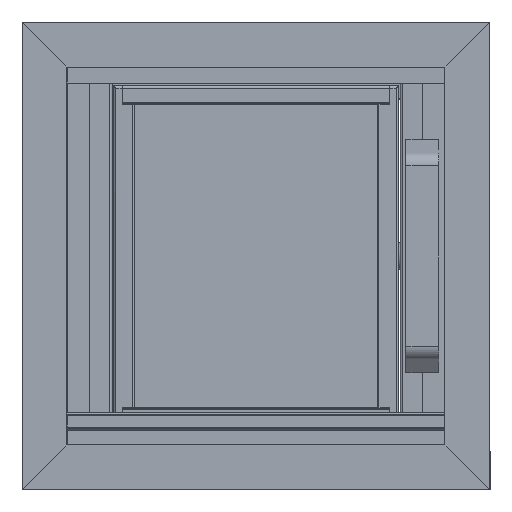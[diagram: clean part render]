
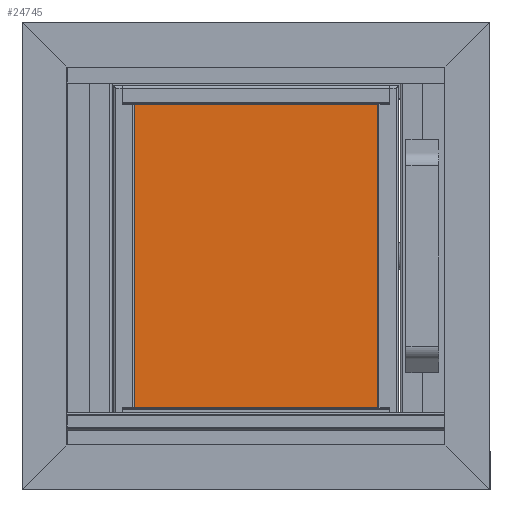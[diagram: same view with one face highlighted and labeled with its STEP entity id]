
A CAD part, left-side view. The second image highlights one B-rep face of the part: STEP entity #24745.
In plain terms, the highlighted planar face has unit normal (-1, 0, 0).
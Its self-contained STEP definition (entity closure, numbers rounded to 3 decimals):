
#3151=FACE_OUTER_BOUND('',#4435,.T.);
#4435=EDGE_LOOP('',(#22501,#22502,#22503,#22504));
#6903=LINE('',#42354,#9433);
#6904=LINE('',#42356,#9434);
#6905=LINE('',#42358,#9435);
#6906=LINE('',#42359,#9436);
#9433=VECTOR('',#34717,10.);
#9434=VECTOR('',#34718,10.);
#9435=VECTOR('',#34719,10.);
#9436=VECTOR('',#34720,10.);
#11871=VERTEX_POINT('',#42352);
#11872=VERTEX_POINT('',#42353);
#11873=VERTEX_POINT('',#42355);
#11874=VERTEX_POINT('',#42357);
#15431=EDGE_CURVE('',#11871,#11872,#6903,.T.);
#15432=EDGE_CURVE('',#11872,#11873,#6904,.T.);
#15433=EDGE_CURVE('',#11874,#11873,#6905,.T.);
#15434=EDGE_CURVE('',#11871,#11874,#6906,.T.);
#22501=ORIENTED_EDGE('',*,*,#15431,.T.);
#22502=ORIENTED_EDGE('',*,*,#15432,.T.);
#22503=ORIENTED_EDGE('',*,*,#15433,.F.);
#22504=ORIENTED_EDGE('',*,*,#15434,.F.);
#23475=PLANE('',#27620);
#24745=ADVANCED_FACE('',(#3151),#23475,.T.);
#27620=AXIS2_PLACEMENT_3D('',#42351,#34715,#34716);
#34715=DIRECTION('center_axis',(-1.,0.,0.));
#34716=DIRECTION('ref_axis',(0.,-1.,0.));
#34717=DIRECTION('',(0.,-1.,0.));
#34718=DIRECTION('',(0.,0.,1.));
#34719=DIRECTION('',(0.,-1.,0.));
#34720=DIRECTION('',(0.,0.,1.));
#42351=CARTESIAN_POINT('Origin',(-14.,288.,0.));
#42352=CARTESIAN_POINT('',(-14.,288.,0.));
#42353=CARTESIAN_POINT('',(-14.,0.,0.));
#42354=CARTESIAN_POINT('',(-14.,288.,0.));
#42355=CARTESIAN_POINT('',(-14.,0.,357.6));
#42356=CARTESIAN_POINT('',(-14.,0.,0.));
#42357=CARTESIAN_POINT('',(-14.,288.,357.6));
#42358=CARTESIAN_POINT('',(-14.,288.,357.6));
#42359=CARTESIAN_POINT('',(-14.,288.,0.));
